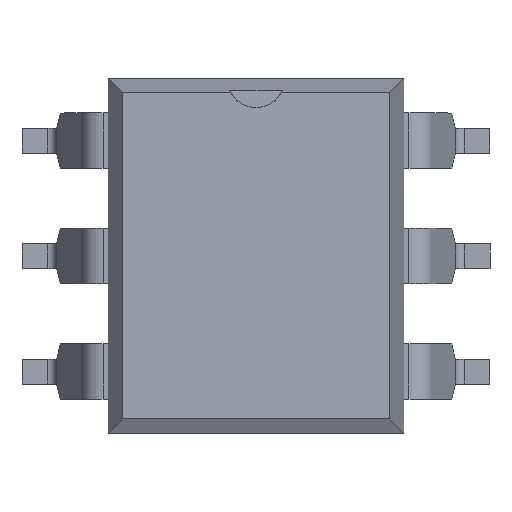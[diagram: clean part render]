
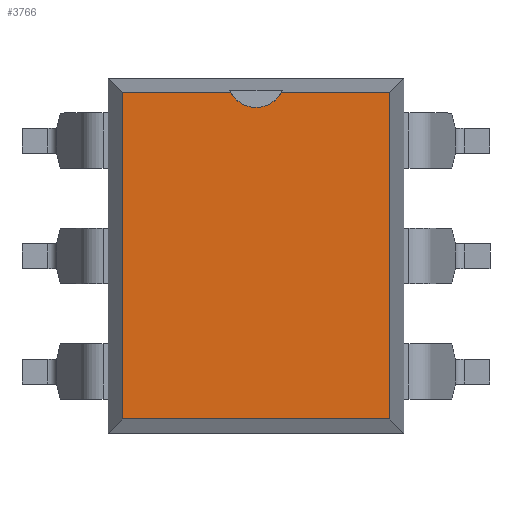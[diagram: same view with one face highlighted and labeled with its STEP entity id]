
A CAD part, top view. The second image highlights one B-rep face of the part: STEP entity #3766.
In plain terms, the highlighted planar face has unit normal (0, 0, 1).
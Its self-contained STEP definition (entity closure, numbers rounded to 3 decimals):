
#3625=CARTESIAN_POINT('',(-2.941,3.591,4.6));
#3626=VERTEX_POINT('',#3625);
#3634=CARTESIAN_POINT('',(-2.941,-3.591,4.6));
#3635=VERTEX_POINT('',#3634);
#3642=CARTESIAN_POINT('',(-2.941,3.591,4.6));
#3643=DIRECTION('',(0.0,-1.0,0.0));
#3644=VECTOR('',#3643,7.181);
#3645=LINE('',#3642,#3644);
#3646=EDGE_CURVE('',#3626,#3635,#3645,.T.);
#3656=CARTESIAN_POINT('',(2.941,3.591,4.6));
#3657=VERTEX_POINT('',#3656);
#3664=CARTESIAN_POINT('',(2.941,-3.591,4.6));
#3665=VERTEX_POINT('',#3664);
#3666=CARTESIAN_POINT('',(2.941,3.591,4.6));
#3667=DIRECTION('',(0.0,-1.0,0.0));
#3668=VECTOR('',#3667,7.181);
#3669=LINE('',#3666,#3668);
#3670=EDGE_CURVE('',#3657,#3665,#3669,.T.);
#3724=CARTESIAN_POINT('',(-2.941,-3.591,4.6));
#3725=DIRECTION('',(1.0,0.0,0.0));
#3726=VECTOR('',#3725,5.881);
#3727=LINE('',#3724,#3726);
#3728=EDGE_CURVE('',#3635,#3665,#3727,.T.);
#3733=CARTESIAN_POINT('',(-2.941,4.35,4.6));
#3734=DIRECTION('',(0.0,0.0,1.0));
#3735=DIRECTION('',(0.0,-1.0,0.0));
#3736=AXIS2_PLACEMENT_3D('',#3733,#3734,#3735);
#3737=PLANE('',#3736);
#3738=CARTESIAN_POINT('',(0.554,3.591,4.6));
#3739=VERTEX_POINT('',#3738);
#3740=CARTESIAN_POINT('',(-0.554,3.591,4.6));
#3741=VERTEX_POINT('',#3740);
#3742=CARTESIAN_POINT('',(0.,3.9,4.6));
#3743=DIRECTION('',(0.0,0.0,-1.0));
#3744=DIRECTION('',(1.0,0.0,0.0));
#3745=AXIS2_PLACEMENT_3D('',#3742,#3743,#3744);
#3746=CIRCLE('',#3745,0.635);
#3747=EDGE_CURVE('',#3739,#3741,#3746,.T.);
#3748=ORIENTED_EDGE('',*,*,#3747,.T.);
#3749=CARTESIAN_POINT('',(-0.554,3.591,4.6));
#3750=DIRECTION('',(-1.0,0.0,0.0));
#3751=VECTOR('',#3750,2.386);
#3752=LINE('',#3749,#3751);
#3753=EDGE_CURVE('',#3741,#3626,#3752,.T.);
#3754=ORIENTED_EDGE('',*,*,#3753,.T.);
#3755=ORIENTED_EDGE('',*,*,#3646,.T.);
#3756=ORIENTED_EDGE('',*,*,#3728,.T.);
#3757=ORIENTED_EDGE('',*,*,#3670,.F.);
#3758=CARTESIAN_POINT('',(2.941,3.591,4.6));
#3759=DIRECTION('',(-1.0,0.0,0.0));
#3760=VECTOR('',#3759,2.386);
#3761=LINE('',#3758,#3760);
#3762=EDGE_CURVE('',#3657,#3739,#3761,.T.);
#3763=ORIENTED_EDGE('',*,*,#3762,.T.);
#3764=EDGE_LOOP('',(#3748,#3754,#3755,#3756,#3757,#3763));
#3765=FACE_OUTER_BOUND('',#3764,.T.);
#3766=ADVANCED_FACE('',(#3765),#3737,.T.);
